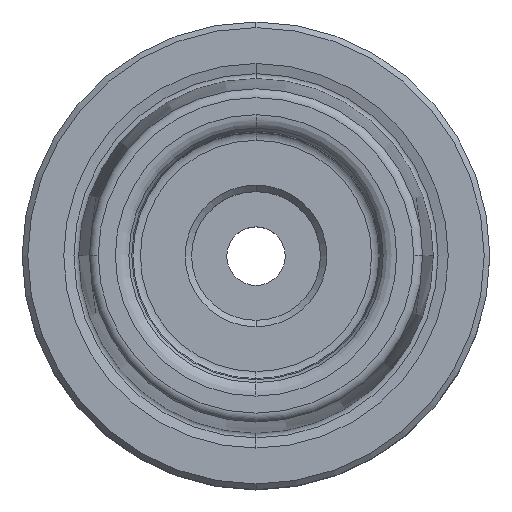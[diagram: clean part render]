
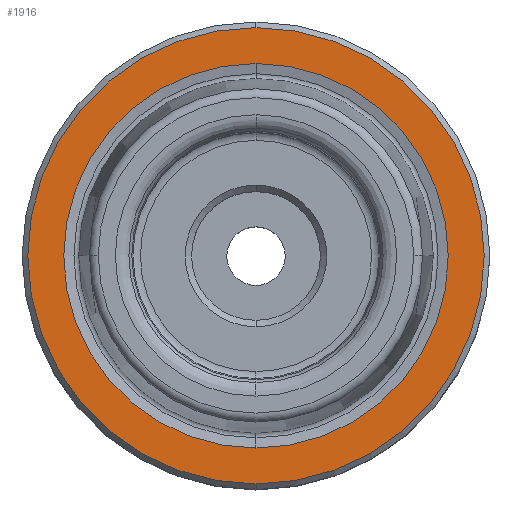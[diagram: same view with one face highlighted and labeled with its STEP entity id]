
A CAD part, top view. The second image highlights one B-rep face of the part: STEP entity #1916.
In plain terms, the highlighted planar face has unit normal (0, 0, 1).
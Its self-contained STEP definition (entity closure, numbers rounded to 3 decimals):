
#766=VERTEX_POINT('NONE',#2209);
#1128=EDGE_CURVE('NONE',#1364,#2140,#2615,.T.);
#1364=VERTEX_POINT('NONE',#2879);
#1646=EDGE_CURVE('NONE',#2140,#1364,#3188,.T.);
#1784=VERTEX_POINT('NONE',#3345);
#1906=EDGE_CURVE('NONE',#1784,#766,#3483,.T.);
#1916=ADVANCED_FACE('NONE',(#3493,#3494),#3495,.F.);
#2096=EDGE_CURVE('NONE',#766,#1784,#3694,.T.);
#2140=VERTEX_POINT('NONE',#3743);
#2209=CARTESIAN_POINT('',(0.0,16.426,0.));
#2615=CIRCLE('',#4386,19.495);
#2879=CARTESIAN_POINT('',(0.0,-19.495,0.));
#3188=CIRCLE('',#5290,19.495);
#3345=CARTESIAN_POINT('',(0.,-16.426,0.));
#3483=CIRCLE('',#5687,16.426);
#3493=FACE_OUTER_BOUND('',#5698,.T.);
#3494=FACE_BOUND('',#5699,.T.);
#3495=PLANE('',#5700);
#3694=CIRCLE('',#5956,16.426);
#3743=CARTESIAN_POINT('',(0.,19.495,0.));
#4386=AXIS2_PLACEMENT_3D('',#6647,#6648,#6649);
#5290=AXIS2_PLACEMENT_3D('',#7343,#7344,#7345);
#5687=AXIS2_PLACEMENT_3D('',#7733,#7734,#7735);
#5698=EDGE_LOOP('',(#7740,#7741));
#5699=EDGE_LOOP('',(#7742,#7743));
#5700=AXIS2_PLACEMENT_3D('',#7744,#7745,#7746);
#5956=AXIS2_PLACEMENT_3D('',#7996,#7997,#7998);
#6647=CARTESIAN_POINT('',(0.,0.,0.));
#6648=DIRECTION('',(0.0,-0.0,1.0));
#6649=DIRECTION('',(1.0,0.0,0.0));
#7343=CARTESIAN_POINT('',(0.,0.,0.));
#7344=DIRECTION('',(0.0,-0.0,1.0));
#7345=DIRECTION('',(1.0,0.0,0.0));
#7733=CARTESIAN_POINT('',(0.,0.,0.));
#7734=DIRECTION('',(0.0,-0.0,1.0));
#7735=DIRECTION('',(1.0,0.0,0.0));
#7740=ORIENTED_EDGE('',*,*,#1128,.T.);
#7741=ORIENTED_EDGE('',*,*,#1646,.T.);
#7742=ORIENTED_EDGE('',*,*,#2096,.F.);
#7743=ORIENTED_EDGE('',*,*,#1906,.F.);
#7744=CARTESIAN_POINT('',(0.0,-15.679,0.));
#7745=DIRECTION('',(0.0,0.0,-1.0));
#7746=DIRECTION('',(0.0,-1.0,0.0));
#7996=CARTESIAN_POINT('',(0.,0.,0.));
#7997=DIRECTION('',(0.0,-0.0,1.0));
#7998=DIRECTION('',(1.0,0.0,0.0));
